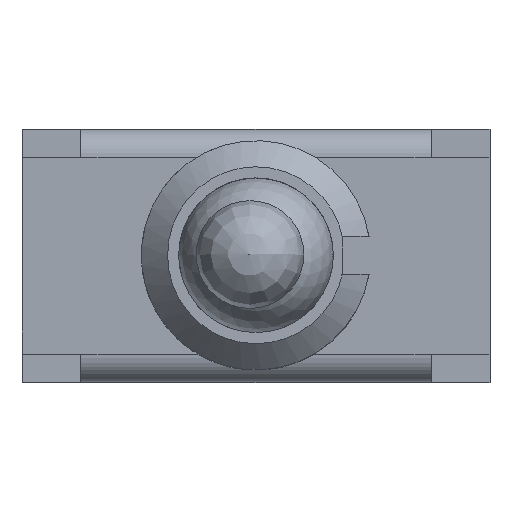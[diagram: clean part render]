
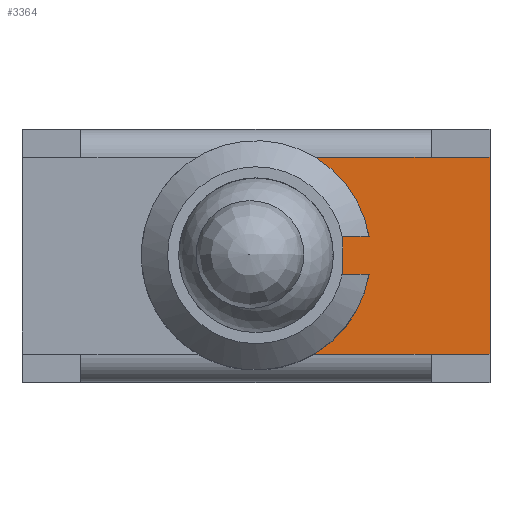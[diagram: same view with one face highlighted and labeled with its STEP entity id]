
A CAD part, top view. The second image highlights one B-rep face of the part: STEP entity #3364.
In plain terms, the highlighted planar face has unit normal (0, 0, 1).
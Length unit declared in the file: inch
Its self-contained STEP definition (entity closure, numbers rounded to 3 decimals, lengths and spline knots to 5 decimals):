
#202=FACE_OUTER_BOUND('',#405,.T.);
#405=EDGE_LOOP('',(#2542,#2543,#2544,#2545,#2546,#2547,#2548,#2549,#2550,
#2551));
#652=LINE('',#5198,#1034);
#654=LINE('',#5202,#1036);
#657=LINE('',#5207,#1039);
#663=LINE('',#5234,#1045);
#664=LINE('',#5236,#1046);
#665=LINE('',#5238,#1047);
#666=LINE('',#5240,#1048);
#667=LINE('',#5241,#1049);
#1034=VECTOR('',#4223,0.04016);
#1036=VECTOR('',#4227,0.02795);
#1039=VECTOR('',#4232,0.02795);
#1045=VECTOR('',#4262,0.12422);
#1046=VECTOR('',#4263,0.06299);
#1047=VECTOR('',#4264,0.21024);
#1048=VECTOR('',#4265,0.06299);
#1049=VECTOR('',#4266,0.12422);
#1333=CIRCLE('',#3648,0.12244);
#1335=CIRCLE('',#3650,0.12244);
#1473=VERTEX_POINT('',#5157);
#1475=VERTEX_POINT('',#5162);
#1484=VERTEX_POINT('',#5195);
#1485=VERTEX_POINT('',#5197);
#1486=VERTEX_POINT('',#5201);
#1487=VERTEX_POINT('',#5205);
#1496=VERTEX_POINT('',#5233);
#1497=VERTEX_POINT('',#5235);
#1498=VERTEX_POINT('',#5237);
#1499=VERTEX_POINT('',#5239);
#1861=EDGE_CURVE('',#1485,#1484,#652,.T.);
#1863=EDGE_CURVE('',#1486,#1485,#654,.T.);
#1866=EDGE_CURVE('',#1484,#1487,#657,.T.);
#1867=EDGE_CURVE('',#1475,#1486,#1333,.T.);
#1869=EDGE_CURVE('',#1487,#1473,#1335,.T.);
#1880=EDGE_CURVE('',#1473,#1496,#663,.T.);
#1881=EDGE_CURVE('',#1496,#1497,#664,.T.);
#1882=EDGE_CURVE('',#1497,#1498,#665,.T.);
#1883=EDGE_CURVE('',#1499,#1498,#666,.T.);
#1884=EDGE_CURVE('',#1475,#1499,#667,.T.);
#2542=ORIENTED_EDGE('',*,*,#1867,.T.);
#2543=ORIENTED_EDGE('',*,*,#1863,.T.);
#2544=ORIENTED_EDGE('',*,*,#1861,.T.);
#2545=ORIENTED_EDGE('',*,*,#1866,.T.);
#2546=ORIENTED_EDGE('',*,*,#1869,.T.);
#2547=ORIENTED_EDGE('',*,*,#1880,.T.);
#2548=ORIENTED_EDGE('',*,*,#1881,.T.);
#2549=ORIENTED_EDGE('',*,*,#1882,.T.);
#2550=ORIENTED_EDGE('',*,*,#1883,.F.);
#2551=ORIENTED_EDGE('',*,*,#1884,.F.);
#3179=PLANE('',#3658);
#3364=ADVANCED_FACE('',(#202),#3179,.T.);
#3648=AXIS2_PLACEMENT_3D('',#5209,#4235,#4236);
#3650=AXIS2_PLACEMENT_3D('',#5211,#4239,#4240);
#3658=AXIS2_PLACEMENT_3D('',#5232,#4260,#4261);
#4223=DIRECTION('',(0.,-1.,0.));
#4227=DIRECTION('',(-1.,0.,0.));
#4232=DIRECTION('',(1.,0.,0.));
#4235=DIRECTION('center_axis',(0.,0.,-1.));
#4236=DIRECTION('ref_axis',(0.986,0.164,0.));
#4239=DIRECTION('center_axis',(0.,0.,-1.));
#4240=DIRECTION('ref_axis',(0.986,0.164,0.));
#4260=DIRECTION('center_axis',(0.,0.,1.));
#4261=DIRECTION('ref_axis',(1.,0.,0.));
#4262=DIRECTION('',(1.,0.,0.));
#4263=DIRECTION('',(1.,0.,0.));
#4264=DIRECTION('',(0.,1.,0.));
#4265=DIRECTION('',(1.,0.,0.));
#4266=DIRECTION('',(1.,0.,0.));
#5157=CARTESIAN_POINT('',(0.06279,-0.10512,1.32696));
#5162=CARTESIAN_POINT('',(0.06279,0.10512,1.32696));
#5195=CARTESIAN_POINT('',(0.09283,-0.02008,1.32696));
#5197=CARTESIAN_POINT('',(0.09283,0.02008,1.32696));
#5198=CARTESIAN_POINT('',(0.09283,0.02008,1.32696));
#5201=CARTESIAN_POINT('',(0.12078,0.02008,1.32696));
#5202=CARTESIAN_POINT('',(0.12078,0.02008,1.32696));
#5205=CARTESIAN_POINT('',(0.12078,-0.02008,1.32696));
#5207=CARTESIAN_POINT('',(0.09283,-0.02008,1.32696));
#5209=CARTESIAN_POINT('Origin',(0.,0.,1.32696));
#5211=CARTESIAN_POINT('Origin',(0.,0.,1.32696));
#5232=CARTESIAN_POINT('Origin',(0.05342,0.11563,1.32696));
#5233=CARTESIAN_POINT('',(0.18701,-0.10512,1.32696));
#5234=CARTESIAN_POINT('',(0.06279,-0.10512,1.32696));
#5235=CARTESIAN_POINT('',(0.25,-0.10512,1.32696));
#5236=CARTESIAN_POINT('',(0.18701,-0.10512,1.32696));
#5237=CARTESIAN_POINT('',(0.25,0.10512,1.32696));
#5238=CARTESIAN_POINT('',(0.25,-0.10512,1.32696));
#5239=CARTESIAN_POINT('',(0.18701,0.10512,1.32696));
#5240=CARTESIAN_POINT('',(0.18701,0.10512,1.32696));
#5241=CARTESIAN_POINT('',(0.06279,0.10512,1.32696));
